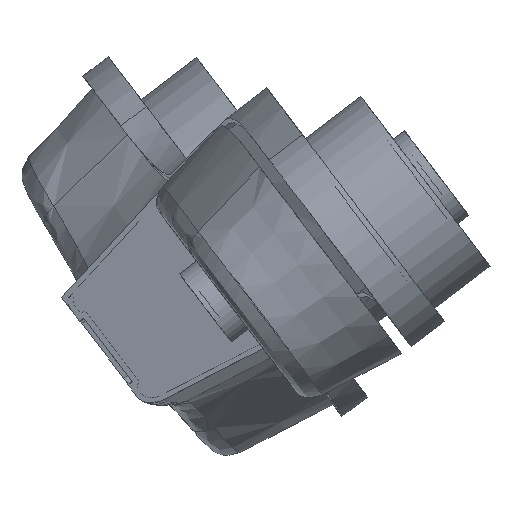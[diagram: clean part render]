
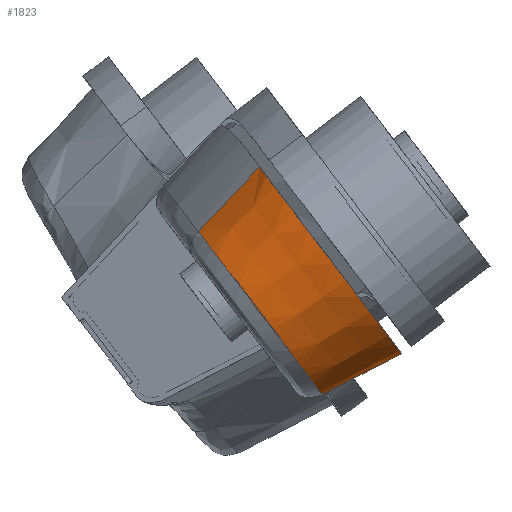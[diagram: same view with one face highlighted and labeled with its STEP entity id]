
A CAD part, front view. The second image highlights one B-rep face of the part: STEP entity #1823.
In plain terms, the highlighted conical face has half-angle 10 degrees and reference radius 41.071 mm.
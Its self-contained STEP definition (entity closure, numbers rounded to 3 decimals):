
#20=CONICAL_SURFACE('',#2003,41.071,0.175);
#162=B_SPLINE_CURVE_WITH_KNOTS('',3,(#5306,#5307,#5308,#5309,#5310,#5311,
#5312,#5313,#5314,#5315,#5316,#5317,#5318,#5319,#5320,#5321,#5322,#5323,
#5324,#5325,#5326,#5327,#5328,#5329,#5330),.UNSPECIFIED.,.F.,.F.,(4,3,3,
3,3,3,3,3,4),(-1.,-0.875,-0.75,-0.625,-0.5,-0.375,-0.25,-0.125,0.),
 .UNSPECIFIED.);
#266=FACE_OUTER_BOUND('',#387,.T.);
#387=EDGE_LOOP('',(#1461,#1462,#1463,#1464));
#497=CIRCLE('',#2004,41.071);
#555=LINE('',#5008,#654);
#564=LINE('',#5282,#663);
#654=VECTOR('',#2307,29.783);
#663=VECTOR('',#2334,29.783);
#825=VERTEX_POINT('',#4999);
#826=VERTEX_POINT('',#5007);
#836=VERTEX_POINT('',#5280);
#837=VERTEX_POINT('',#5281);
#1042=EDGE_CURVE('',#825,#826,#555,.T.);
#1060=EDGE_CURVE('',#836,#837,#564,.T.);
#1066=EDGE_CURVE('',#825,#836,#162,.T.);
#1067=EDGE_CURVE('',#837,#826,#497,.T.);
#1461=ORIENTED_EDGE('',*,*,#1042,.F.);
#1462=ORIENTED_EDGE('',*,*,#1066,.T.);
#1463=ORIENTED_EDGE('',*,*,#1060,.T.);
#1464=ORIENTED_EDGE('',*,*,#1067,.T.);
#1823=ADVANCED_FACE('',(#266),#20,.T.);
#2003=AXIS2_PLACEMENT_3D('',#5305,#2337,#2338);
#2004=AXIS2_PLACEMENT_3D('',#5331,#2339,#2340);
#2307=DIRECTION('',(0.688,-0.072,0.722));
#2334=DIRECTION('',(0.879,0.072,0.471));
#2337=DIRECTION('center_axis',(0.796,0.,0.606));
#2338=DIRECTION('ref_axis',(-0.55,-0.417,0.723));
#2339=DIRECTION('center_axis',(-0.796,0.,
-0.606));
#2340=DIRECTION('ref_axis',(-0.55,-0.417,0.723));
#4999=CARTESIAN_POINT('',(-172.933,277.223,1085.426));
#5007=CARTESIAN_POINT('',(-152.439,275.064,1106.929));
#5008=CARTESIAN_POINT('',(-172.933,277.223,1085.426));
#5280=CARTESIAN_POINT('',(-133.421,307.196,1033.507));
#5281=CARTESIAN_POINT('',(-107.235,309.355,1047.53));
#5282=CARTESIAN_POINT('',(-133.421,307.196,1033.507));
#5305=CARTESIAN_POINT('Origin',(-129.837,292.209,1077.23));
#5306=CARTESIAN_POINT('Ctrl Pts',(-172.933,277.223,1085.426));
#5307=CARTESIAN_POINT('Ctrl Pts',(-171.745,272.952,1083.865));
#5308=CARTESIAN_POINT('Ctrl Pts',(-170.043,269.074,1081.629));
#5309=CARTESIAN_POINT('Ctrl Pts',(-167.956,265.88,1078.887));
#5310=CARTESIAN_POINT('Ctrl Pts',(-165.869,262.685,1076.144));
#5311=CARTESIAN_POINT('Ctrl Pts',(-163.398,260.178,1072.897));
#5312=CARTESIAN_POINT('Ctrl Pts',(-160.729,258.545,1069.39));
#5313=CARTESIAN_POINT('Ctrl Pts',(-158.06,256.913,1065.884));
#5314=CARTESIAN_POINT('Ctrl Pts',(-155.196,256.157,1062.12));
#5315=CARTESIAN_POINT('Ctrl Pts',(-152.352,256.336,1058.383));
#5316=CARTESIAN_POINT('Ctrl Pts',(-149.509,256.514,1054.646));
#5317=CARTESIAN_POINT('Ctrl Pts',(-146.687,257.626,1050.939));
#5318=CARTESIAN_POINT('Ctrl Pts',(-144.101,259.587,1047.541));
#5319=CARTESIAN_POINT('Ctrl Pts',(-141.515,261.549,1044.143));
#5320=CARTESIAN_POINT('Ctrl Pts',(-139.166,264.359,1041.057));
#5321=CARTESIAN_POINT('Ctrl Pts',(-137.232,267.806,1038.515));
#5322=CARTESIAN_POINT('Ctrl Pts',(-135.297,271.252,1035.973));
#5323=CARTESIAN_POINT('Ctrl Pts',(-133.779,275.333,1033.977));
#5324=CARTESIAN_POINT('Ctrl Pts',(-132.79,279.739,1032.678));
#5325=CARTESIAN_POINT('Ctrl Pts',(-131.801,284.146,1031.379));
#5326=CARTESIAN_POINT('Ctrl Pts',(-131.344,288.875,1030.778));
#5327=CARTESIAN_POINT('Ctrl Pts',(-131.452,293.571,1030.92));
#5328=CARTESIAN_POINT('Ctrl Pts',(-131.56,298.267,1031.061));
#5329=CARTESIAN_POINT('Ctrl Pts',(-132.233,302.925,1031.946));
#5330=CARTESIAN_POINT('Ctrl Pts',(-133.421,307.196,1033.507));
#5331=CARTESIAN_POINT('Origin',(-129.837,292.209,1077.23));
